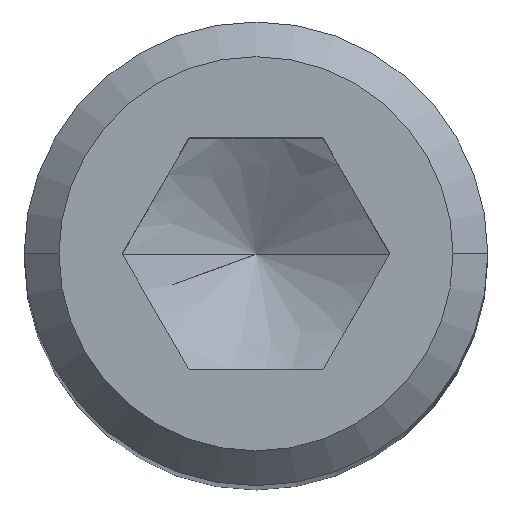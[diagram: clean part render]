
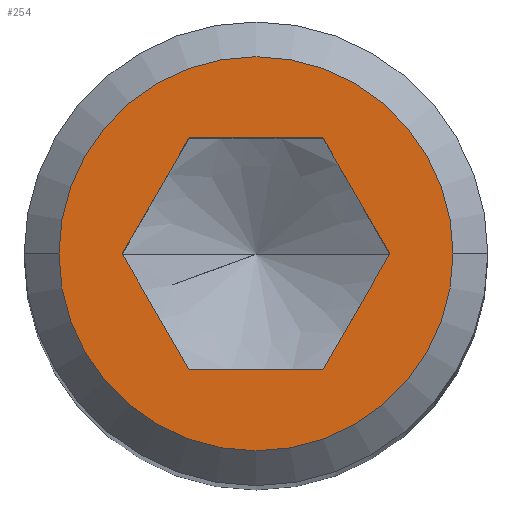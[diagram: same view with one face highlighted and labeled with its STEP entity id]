
A CAD part, top view. The second image highlights one B-rep face of the part: STEP entity #254.
In plain terms, the highlighted planar face has unit normal (0, 0, 1).
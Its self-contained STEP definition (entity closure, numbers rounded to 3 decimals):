
#114=EDGE_CURVE('',#124,#200,#300,.T.);
#124=VERTEX_POINT('',#312);
#128=VERTEX_POINT('',#317);
#150=EDGE_CURVE('',#266,#170,#339,.T.);
#164=VERTEX_POINT('',#354);
#166=VERTEX_POINT('',#356);
#170=VERTEX_POINT('',#360);
#172=EDGE_CURVE('',#170,#206,#362,.T.);
#184=EDGE_CURVE('',#164,#166,#376,.T.);
#200=VERTEX_POINT('',#393);
#204=EDGE_CURVE('',#206,#124,#397,.T.);
#206=VERTEX_POINT('',#399);
#232=EDGE_CURVE('',#166,#164,#428,.T.);
#252=EDGE_CURVE('',#128,#266,#451,.T.);
#254=ADVANCED_FACE('',(#453,#454),#455,.T.);
#266=VERTEX_POINT('',#469);
#270=EDGE_CURVE('',#200,#128,#473,.T.);
#300=LINE('',#496,#497);
#312=CARTESIAN_POINT('',(2.887,0.0,63.0));
#317=CARTESIAN_POINT('',(-1.443,-2.5,63.0));
#339=LINE('',#547,#548);
#354=CARTESIAN_POINT('',(-4.25,0.,63.));
#356=CARTESIAN_POINT('',(4.25,0.,63.));
#360=CARTESIAN_POINT('',(-1.443,2.5,63.0));
#362=LINE('',#587,#588);
#376=CIRCLE('',#613,4.25);
#393=CARTESIAN_POINT('',(1.443,-2.5,63.0));
#397=LINE('',#643,#644);
#399=CARTESIAN_POINT('',(1.443,2.5,63.0));
#428=CIRCLE('',#702,4.25);
#451=LINE('',#750,#751);
#453=FACE_BOUND('',#753,.T.);
#454=FACE_OUTER_BOUND('',#754,.T.);
#455=PLANE('',#755);
#469=CARTESIAN_POINT('',(-2.887,0.0,63.0));
#473=LINE('',#779,#780);
#496=CARTESIAN_POINT('',(1.804,-1.875,63.0));
#497=VECTOR('',#808,1.0);
#547=CARTESIAN_POINT('',(-1.804,1.875,63.0));
#548=VECTOR('',#847,1.0);
#587=CARTESIAN_POINT('',(0.722,2.5,63.0));
#588=VECTOR('',#866,1.0);
#613=AXIS2_PLACEMENT_3D('',#883,#884,#885);
#643=CARTESIAN_POINT('',(2.526,0.625,63.0));
#644=VECTOR('',#898,1.0);
#702=AXIS2_PLACEMENT_3D('',#930,#931,#932);
#750=CARTESIAN_POINT('',(-2.526,-0.625,63.0));
#751=VECTOR('',#958,1.0);
#753=EDGE_LOOP('',(#960,#961,#962,#963,#964,#965));
#754=EDGE_LOOP('',(#966,#967));
#755=AXIS2_PLACEMENT_3D('',#968,#969,#970);
#779=CARTESIAN_POINT('',(-0.722,-2.5,63.0));
#780=VECTOR('',#993,1.0);
#808=DIRECTION('',(-0.5,-0.866,0.0));
#847=DIRECTION('',(0.5,0.866,0.0));
#866=DIRECTION('',(1.0,0.0,0.0));
#883=CARTESIAN_POINT('',(0.,0.,63.));
#884=DIRECTION('',(0.,0.,1.0));
#885=DIRECTION('',(-1.0,0.,0.));
#898=DIRECTION('',(0.5,-0.866,0.0));
#930=CARTESIAN_POINT('',(0.,0.,63.));
#931=DIRECTION('',(0.,0.,1.0));
#932=DIRECTION('',(-1.0,0.,0.));
#958=DIRECTION('',(-0.5,0.866,0.0));
#960=ORIENTED_EDGE('',*,*,#252,.T.);
#961=ORIENTED_EDGE('',*,*,#150,.T.);
#962=ORIENTED_EDGE('',*,*,#172,.T.);
#963=ORIENTED_EDGE('',*,*,#204,.T.);
#964=ORIENTED_EDGE('',*,*,#114,.T.);
#965=ORIENTED_EDGE('',*,*,#270,.T.);
#966=ORIENTED_EDGE('',*,*,#184,.T.);
#967=ORIENTED_EDGE('',*,*,#232,.T.);
#968=CARTESIAN_POINT('',(-2.125,0.,63.));
#969=DIRECTION('',(0.,0.,1.0));
#970=DIRECTION('',(-1.0,0.,0.0));
#993=DIRECTION('',(-1.0,0.0,0.0));
